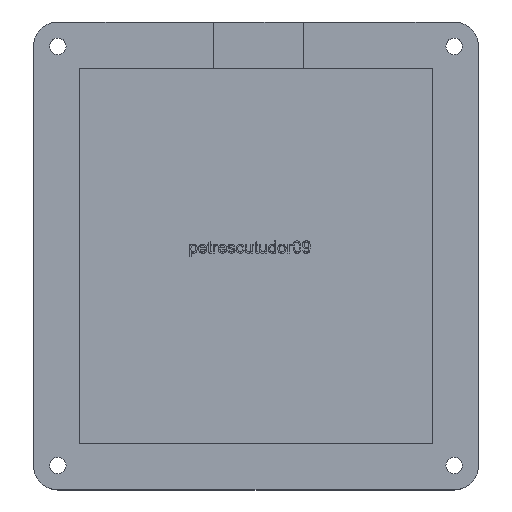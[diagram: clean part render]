
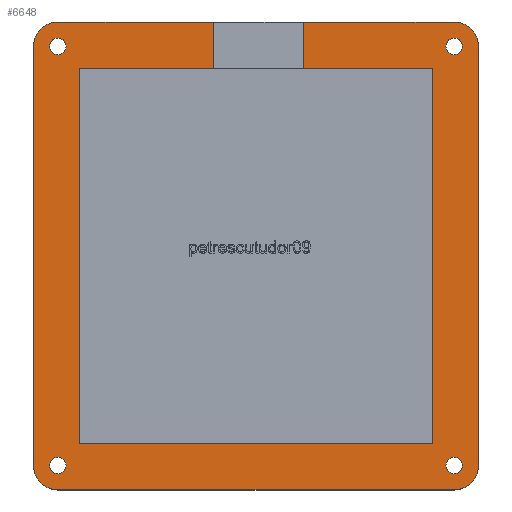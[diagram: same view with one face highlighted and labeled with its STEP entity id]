
A CAD part, top view. The second image highlights one B-rep face of the part: STEP entity #6648.
In plain terms, the highlighted planar face has unit normal (0, 0, 1).
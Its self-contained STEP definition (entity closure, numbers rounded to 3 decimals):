
#19=CIRCLE('',#6788,5.);
#21=CIRCLE('',#6791,5.);
#22=CIRCLE('',#6792,5.);
#23=CIRCLE('',#6793,5.);
#24=CIRCLE('',#6794,1.7);
#25=CIRCLE('',#6795,1.7);
#26=CIRCLE('',#6796,1.7);
#27=CIRCLE('',#6797,1.7);
#77=FACE_BOUND('',#916,.T.);
#78=FACE_BOUND('',#917,.T.);
#79=FACE_BOUND('',#918,.T.);
#80=FACE_BOUND('',#919,.T.);
#184=PLANE('',#6790);
#533=FACE_OUTER_BOUND('',#915,.T.);
#915=EDGE_LOOP('',(#5941,#5942,#5943,#5944,#5945,#5946,#5947,#5948,#5949,
#5950,#5951,#5952,#5953,#5954,#5955,#5956));
#916=EDGE_LOOP('',(#5957));
#917=EDGE_LOOP('',(#5958));
#918=EDGE_LOOP('',(#5959));
#919=EDGE_LOOP('',(#5960));
#1416=LINE('',#13534,#1918);
#1417=LINE('',#13536,#1919);
#1418=LINE('',#13538,#1920);
#1419=LINE('',#13540,#1921);
#1420=LINE('',#13542,#1922);
#1421=LINE('',#13544,#1923);
#1422=LINE('',#13546,#1924);
#1423=LINE('',#13548,#1925);
#1424=LINE('',#13550,#1926);
#1425=LINE('',#13554,#1927);
#1426=LINE('',#13558,#1928);
#1427=LINE('',#13561,#1929);
#1918=VECTOR('',#7504,10.);
#1919=VECTOR('',#7505,10.);
#1920=VECTOR('',#7506,10.);
#1921=VECTOR('',#7507,10.);
#1922=VECTOR('',#7508,10.);
#1923=VECTOR('',#7509,10.);
#1924=VECTOR('',#7510,10.);
#1925=VECTOR('',#7511,10.);
#1926=VECTOR('',#7512,10.);
#1927=VECTOR('',#7515,10.);
#1928=VECTOR('',#7518,10.);
#1929=VECTOR('',#7521,10.);
#3050=VERTEX_POINT('',#13524);
#3051=VERTEX_POINT('',#13525);
#3054=VERTEX_POINT('',#13533);
#3055=VERTEX_POINT('',#13535);
#3056=VERTEX_POINT('',#13537);
#3057=VERTEX_POINT('',#13539);
#3058=VERTEX_POINT('',#13541);
#3059=VERTEX_POINT('',#13543);
#3060=VERTEX_POINT('',#13545);
#3061=VERTEX_POINT('',#13547);
#3062=VERTEX_POINT('',#13549);
#3063=VERTEX_POINT('',#13551);
#3064=VERTEX_POINT('',#13553);
#3065=VERTEX_POINT('',#13555);
#3066=VERTEX_POINT('',#13557);
#3067=VERTEX_POINT('',#13559);
#3068=VERTEX_POINT('',#13562);
#3069=VERTEX_POINT('',#13564);
#3070=VERTEX_POINT('',#13566);
#3071=VERTEX_POINT('',#13568);
#4022=EDGE_CURVE('',#3050,#3051,#19,.T.);
#4026=EDGE_CURVE('',#3050,#3054,#1416,.T.);
#4027=EDGE_CURVE('',#3054,#3055,#1417,.T.);
#4028=EDGE_CURVE('',#3055,#3056,#1418,.T.);
#4029=EDGE_CURVE('',#3056,#3057,#1419,.T.);
#4030=EDGE_CURVE('',#3057,#3058,#1420,.T.);
#4031=EDGE_CURVE('',#3058,#3059,#1421,.T.);
#4032=EDGE_CURVE('',#3059,#3060,#1422,.T.);
#4033=EDGE_CURVE('',#3060,#3061,#1423,.T.);
#4034=EDGE_CURVE('',#3061,#3062,#1424,.T.);
#4035=EDGE_CURVE('',#3063,#3062,#21,.T.);
#4036=EDGE_CURVE('',#3063,#3064,#1425,.T.);
#4037=EDGE_CURVE('',#3065,#3064,#22,.T.);
#4038=EDGE_CURVE('',#3065,#3066,#1426,.T.);
#4039=EDGE_CURVE('',#3067,#3066,#23,.T.);
#4040=EDGE_CURVE('',#3067,#3051,#1427,.T.);
#4041=EDGE_CURVE('',#3068,#3068,#24,.T.);
#4042=EDGE_CURVE('',#3069,#3069,#25,.T.);
#4043=EDGE_CURVE('',#3070,#3070,#26,.T.);
#4044=EDGE_CURVE('',#3071,#3071,#27,.T.);
#5941=ORIENTED_EDGE('',*,*,#4022,.F.);
#5942=ORIENTED_EDGE('',*,*,#4026,.T.);
#5943=ORIENTED_EDGE('',*,*,#4027,.T.);
#5944=ORIENTED_EDGE('',*,*,#4028,.T.);
#5945=ORIENTED_EDGE('',*,*,#4029,.T.);
#5946=ORIENTED_EDGE('',*,*,#4030,.T.);
#5947=ORIENTED_EDGE('',*,*,#4031,.T.);
#5948=ORIENTED_EDGE('',*,*,#4032,.T.);
#5949=ORIENTED_EDGE('',*,*,#4033,.T.);
#5950=ORIENTED_EDGE('',*,*,#4034,.T.);
#5951=ORIENTED_EDGE('',*,*,#4035,.F.);
#5952=ORIENTED_EDGE('',*,*,#4036,.T.);
#5953=ORIENTED_EDGE('',*,*,#4037,.F.);
#5954=ORIENTED_EDGE('',*,*,#4038,.T.);
#5955=ORIENTED_EDGE('',*,*,#4039,.F.);
#5956=ORIENTED_EDGE('',*,*,#4040,.T.);
#5957=ORIENTED_EDGE('',*,*,#4041,.T.);
#5958=ORIENTED_EDGE('',*,*,#4042,.T.);
#5959=ORIENTED_EDGE('',*,*,#4043,.T.);
#5960=ORIENTED_EDGE('',*,*,#4044,.T.);
#6648=ADVANCED_FACE('',(#533,#77,#78,#79,#80),#184,.T.);
#6788=AXIS2_PLACEMENT_3D('',#13526,#7496,#7497);
#6790=AXIS2_PLACEMENT_3D('',#13532,#7502,#7503);
#6791=AXIS2_PLACEMENT_3D('',#13552,#7513,#7514);
#6792=AXIS2_PLACEMENT_3D('',#13556,#7516,#7517);
#6793=AXIS2_PLACEMENT_3D('',#13560,#7519,#7520);
#6794=AXIS2_PLACEMENT_3D('',#13563,#7522,#7523);
#6795=AXIS2_PLACEMENT_3D('',#13565,#7524,#7525);
#6796=AXIS2_PLACEMENT_3D('',#13567,#7526,#7527);
#6797=AXIS2_PLACEMENT_3D('',#13569,#7528,#7529);
#7496=DIRECTION('center_axis',(0.,0.,-1.));
#7497=DIRECTION('ref_axis',(0.707,0.707,0.));
#7502=DIRECTION('center_axis',(0.,0.,1.));
#7503=DIRECTION('ref_axis',(1.,0.,0.));
#7504=DIRECTION('',(-1.,0.,0.));
#7505=DIRECTION('',(0.,-1.,0.));
#7506=DIRECTION('',(1.,0.,0.));
#7507=DIRECTION('',(0.,-1.,0.));
#7508=DIRECTION('',(-1.,0.,0.));
#7509=DIRECTION('',(0.,1.,0.));
#7510=DIRECTION('',(1.,0.,0.));
#7511=DIRECTION('',(0.,1.,0.));
#7512=DIRECTION('',(-1.,0.,0.));
#7513=DIRECTION('center_axis',(0.,0.,-1.));
#7514=DIRECTION('ref_axis',(-0.707,0.707,0.));
#7515=DIRECTION('',(0.,-1.,0.));
#7516=DIRECTION('center_axis',(0.,0.,-1.));
#7517=DIRECTION('ref_axis',(-0.707,-0.707,0.));
#7518=DIRECTION('',(1.,0.,0.));
#7519=DIRECTION('center_axis',(0.,0.,-1.));
#7520=DIRECTION('ref_axis',(0.707,-0.707,0.));
#7521=DIRECTION('',(0.,1.,0.));
#7522=DIRECTION('center_axis',(0.,0.,-1.));
#7523=DIRECTION('ref_axis',(1.,0.,0.));
#7524=DIRECTION('center_axis',(0.,0.,-1.));
#7525=DIRECTION('ref_axis',(1.,0.,0.));
#7526=DIRECTION('center_axis',(0.,0.,-1.));
#7527=DIRECTION('ref_axis',(1.,0.,0.));
#7528=DIRECTION('center_axis',(0.,0.,-1.));
#7529=DIRECTION('ref_axis',(1.,0.,0.));
#13524=CARTESIAN_POINT('',(121.92,-10.405,13.));
#13525=CARTESIAN_POINT('',(126.92,-15.405,13.));
#13526=CARTESIAN_POINT('Origin',(121.92,-15.405,13.));
#13532=CARTESIAN_POINT('Origin',(121.92,-15.405,13.));
#13533=CARTESIAN_POINT('',(90.92,-10.405,13.));
#13534=CARTESIAN_POINT('',(35.42,-10.405,13.));
#13535=CARTESIAN_POINT('',(90.92,-19.905,13.));
#13536=CARTESIAN_POINT('',(90.92,-12.905,13.));
#13537=CARTESIAN_POINT('',(117.42,-19.905,13.));
#13538=CARTESIAN_POINT('',(44.92,-19.905,13.));
#13539=CARTESIAN_POINT('',(117.42,-97.105,13.));
#13540=CARTESIAN_POINT('',(117.42,-19.905,13.));
#13541=CARTESIAN_POINT('',(44.92,-97.105,13.));
#13542=CARTESIAN_POINT('',(117.42,-97.105,13.));
#13543=CARTESIAN_POINT('',(44.92,-19.905,13.));
#13544=CARTESIAN_POINT('',(44.92,-97.105,13.));
#13545=CARTESIAN_POINT('',(72.42,-19.905,13.));
#13546=CARTESIAN_POINT('',(44.92,-19.905,13.));
#13547=CARTESIAN_POINT('',(72.42,-10.405,13.));
#13548=CARTESIAN_POINT('',(72.42,-17.655,13.));
#13549=CARTESIAN_POINT('',(40.42,-10.405,13.));
#13550=CARTESIAN_POINT('',(35.42,-10.405,13.));
#13551=CARTESIAN_POINT('',(35.42,-15.405,13.));
#13552=CARTESIAN_POINT('Origin',(40.42,-15.405,13.));
#13553=CARTESIAN_POINT('',(35.42,-101.605,13.));
#13554=CARTESIAN_POINT('',(35.42,-106.605,13.));
#13555=CARTESIAN_POINT('',(40.42,-106.605,13.));
#13556=CARTESIAN_POINT('Origin',(40.42,-101.605,13.));
#13557=CARTESIAN_POINT('',(121.92,-106.605,13.));
#13558=CARTESIAN_POINT('',(126.92,-106.605,13.));
#13559=CARTESIAN_POINT('',(126.92,-101.605,13.));
#13560=CARTESIAN_POINT('Origin',(121.92,-101.605,13.));
#13561=CARTESIAN_POINT('',(126.92,-10.405,13.));
#13562=CARTESIAN_POINT('',(120.22,-15.405,13.));
#13563=CARTESIAN_POINT('Origin',(121.92,-15.405,13.));
#13564=CARTESIAN_POINT('',(38.72,-101.605,13.));
#13565=CARTESIAN_POINT('Origin',(40.42,-101.605,13.));
#13566=CARTESIAN_POINT('',(38.72,-15.405,13.));
#13567=CARTESIAN_POINT('Origin',(40.42,-15.405,13.));
#13568=CARTESIAN_POINT('',(120.22,-101.605,13.));
#13569=CARTESIAN_POINT('Origin',(121.92,-101.605,13.));
